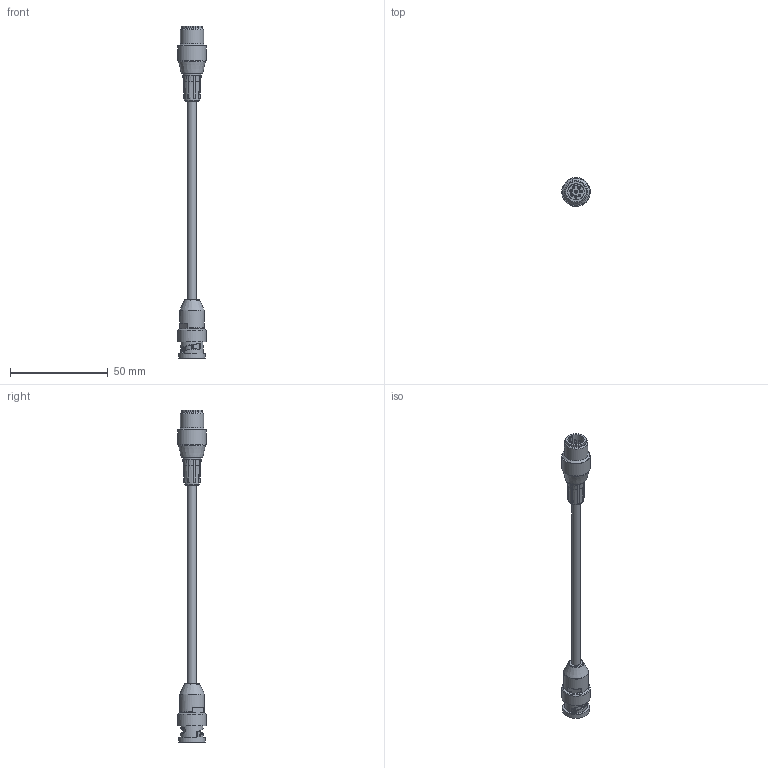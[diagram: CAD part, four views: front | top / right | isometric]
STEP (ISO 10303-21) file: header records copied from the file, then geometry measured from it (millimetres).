
FILE_DESCRIPTION(/* description */ (''),/* implementation_level */ '2;1');
FILE_NAME(/* name */ 'CMX2149.stp',/* time_stamp */ '2017-05-08T12:11:15-04:00',/* author */ ('aneininger'),/* organization */ ('CONNECTION TECHNOLOGY CENTER'),/* preprocessor_version */ 'ST-DEVELOPER v16.5',/* originating_system */ 'Autodesk Inventor 2017',/* authorisation */ '');
FILE_SCHEMA (('AUTOMOTIVE_DESIGN { 1 0 10303 214 3 1 1 }'));
Length unit declared in the file: inch
Products named in the file (1): Part12
Bounding box: 14.56 x 14.56 x 170.18 mm (x, y, z)
Volume: 8082.6 mm3; surface area: 7396.8 mm2
Topology: 1 solids, 2 shells, 395 faces, 1008 edges, 637 vertices
Faces by surface type: plane 169, cylinder 126, bspline 36, torus 35, cone 21, sphere 8
Full cylindrical faces by diameter (mm): 0.787 x8, 1.27 x8, 1.397 x8, 1.981 x1, 2.032 x1, 3.175 x1, 3.81 x1, 4.445 x1, 4.953 x1, 7.62 x1, 8.382 x1, 8.433 x1, 9.525 x1, 9.779 x1, 9.906 x1, 9.944 x1, 10.414 x1, 10.922 x1, 11.303 x1, 11.836 x1, 12.7 x1, 13.716 x1, 13.843 x1, 14.5 x1, 14.58 x1
Entity records: 14001 total; most frequent: CARTESIAN_POINT 4544, DIRECTION 1870, ORIENTED_EDGE 1812, EDGE_CURVE 906, AXIS2_PLACEMENT_3D 749, VERTEX_POINT 610, EDGE_LOOP 500, STYLED_ITEM 395
